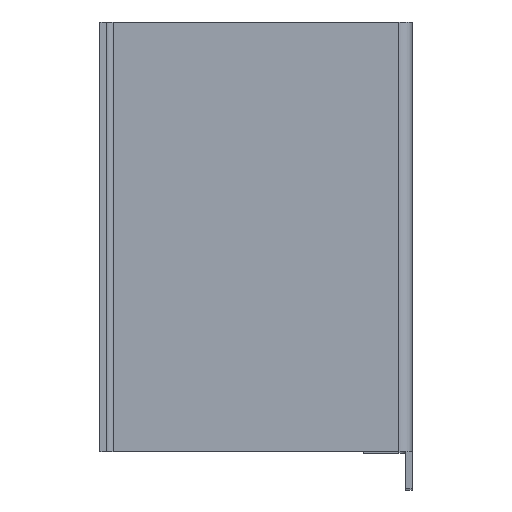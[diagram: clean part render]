
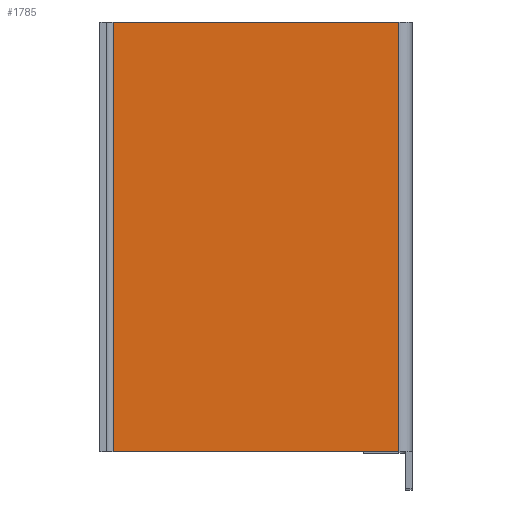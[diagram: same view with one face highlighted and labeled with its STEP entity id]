
A CAD part, top view. The second image highlights one B-rep face of the part: STEP entity #1785.
In plain terms, the highlighted planar face has unit normal (0, 0, 1).
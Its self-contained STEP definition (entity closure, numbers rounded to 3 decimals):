
#70=PLANE('',#1961);
#161=FACE_OUTER_BOUND('',#262,.T.);
#262=EDGE_LOOP('',(#1510,#1511,#1512,#1513));
#448=LINE('',#2961,#630);
#450=LINE('',#2967,#632);
#451=LINE('',#2969,#633);
#452=LINE('',#2970,#634);
#630=VECTOR('',#2422,10.);
#632=VECTOR('',#2428,10.);
#633=VECTOR('',#2429,10.);
#634=VECTOR('',#2430,10.);
#884=VERTEX_POINT('',#2958);
#885=VERTEX_POINT('',#2960);
#887=VERTEX_POINT('',#2966);
#888=VERTEX_POINT('',#2968);
#1117=EDGE_CURVE('',#884,#885,#448,.T.);
#1120=EDGE_CURVE('',#887,#884,#450,.T.);
#1121=EDGE_CURVE('',#888,#887,#451,.T.);
#1122=EDGE_CURVE('',#888,#885,#452,.T.);
#1510=ORIENTED_EDGE('',*,*,#1117,.F.);
#1511=ORIENTED_EDGE('',*,*,#1120,.F.);
#1512=ORIENTED_EDGE('',*,*,#1121,.F.);
#1513=ORIENTED_EDGE('',*,*,#1122,.T.);
#1785=ADVANCED_FACE('',(#161),#70,.T.);
#1961=AXIS2_PLACEMENT_3D('',#2965,#2426,#2427);
#2422=DIRECTION('',(0.,1.,0.));
#2426=DIRECTION('center_axis',(0.,0.,1.));
#2427=DIRECTION('ref_axis',(-1.,0.,0.));
#2428=DIRECTION('',(-1.,0.,0.));
#2429=DIRECTION('',(0.,-1.,0.));
#2430=DIRECTION('',(-1.,0.,0.));
#2958=CARTESIAN_POINT('',(5.6,367.,158.4));
#2960=CARTESIAN_POINT('',(5.6,470.,158.4));
#2961=CARTESIAN_POINT('',(5.6,470.,158.4));
#2965=CARTESIAN_POINT('Origin',(75.65,470.,158.4));
#2966=CARTESIAN_POINT('',(74.05,367.,158.4));
#2967=CARTESIAN_POINT('',(75.65,367.,158.4));
#2968=CARTESIAN_POINT('',(74.05,470.,158.4));
#2969=CARTESIAN_POINT('',(74.05,470.,158.4));
#2970=CARTESIAN_POINT('',(75.65,470.,158.4));
